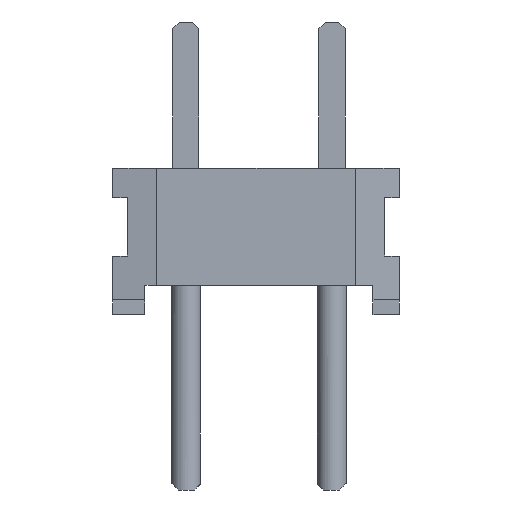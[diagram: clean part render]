
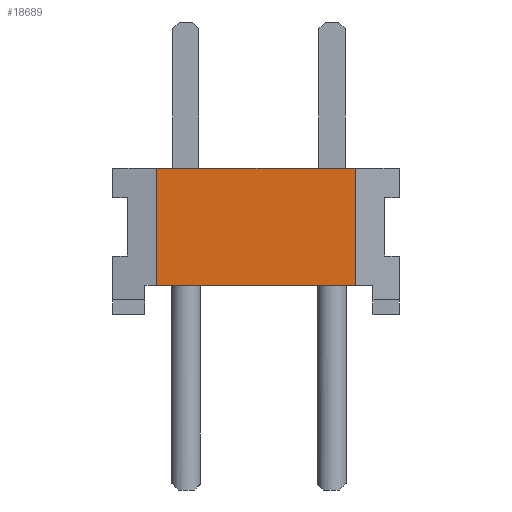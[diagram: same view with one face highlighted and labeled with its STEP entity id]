
A CAD part, left-side view. The second image highlights one B-rep face of the part: STEP entity #18689.
In plain terms, the highlighted planar face has unit normal (-1, 0, 0).
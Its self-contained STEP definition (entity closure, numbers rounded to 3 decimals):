
#18689 = ADVANCED_FACE('',(#18690),#18724,.F.);
#18690 = FACE_BOUND('',#18691,.T.);
#18691 = EDGE_LOOP('',(#18692,#18702,#18710,#18718));
#18692 = ORIENTED_EDGE('',*,*,#18693,.F.);
#18693 = EDGE_CURVE('',#18694,#18696,#18698,.T.);
#18694 = VERTEX_POINT('',#18695);
#18695 = CARTESIAN_POINT('',(-20.955,1.778,2.54));
#18696 = VERTEX_POINT('',#18697);
#18697 = CARTESIAN_POINT('',(-20.955,-1.676,2.54));
#18698 = LINE('',#18699,#18700);
#18699 = CARTESIAN_POINT('',(-20.955,2.54,2.54));
#18700 = VECTOR('',#18701,1.);
#18701 = DIRECTION('',(0.,-1.,0.));
#18702 = ORIENTED_EDGE('',*,*,#18703,.T.);
#18703 = EDGE_CURVE('',#18694,#18704,#18706,.T.);
#18704 = VERTEX_POINT('',#18705);
#18705 = CARTESIAN_POINT('',(-20.955,1.778,0.508));
#18706 = LINE('',#18707,#18708);
#18707 = CARTESIAN_POINT('',(-20.955,1.778,2.54));
#18708 = VECTOR('',#18709,1.);
#18709 = DIRECTION('',(0.,0.,-1.));
#18710 = ORIENTED_EDGE('',*,*,#18711,.T.);
#18711 = EDGE_CURVE('',#18704,#18712,#18714,.T.);
#18712 = VERTEX_POINT('',#18713);
#18713 = CARTESIAN_POINT('',(-20.955,-1.676,0.508));
#18714 = LINE('',#18715,#18716);
#18715 = CARTESIAN_POINT('',(-20.955,1.981,0.508));
#18716 = VECTOR('',#18717,1.);
#18717 = DIRECTION('',(0.,-1.,0.));
#18718 = ORIENTED_EDGE('',*,*,#18719,.T.);
#18719 = EDGE_CURVE('',#18712,#18696,#18720,.T.);
#18720 = LINE('',#18721,#18722);
#18721 = CARTESIAN_POINT('',(-20.955,-1.676,2.54));
#18722 = VECTOR('',#18723,1.);
#18723 = DIRECTION('',(0.,0.,1.));
#18724 = PLANE('',#18725);
#18725 = AXIS2_PLACEMENT_3D('',#18726,#18727,#18728);
#18726 = CARTESIAN_POINT('',(-20.955,2.54,2.54));
#18727 = DIRECTION('',(1.,0.,0.));
#18728 = DIRECTION('',(0.,1.,0.));
